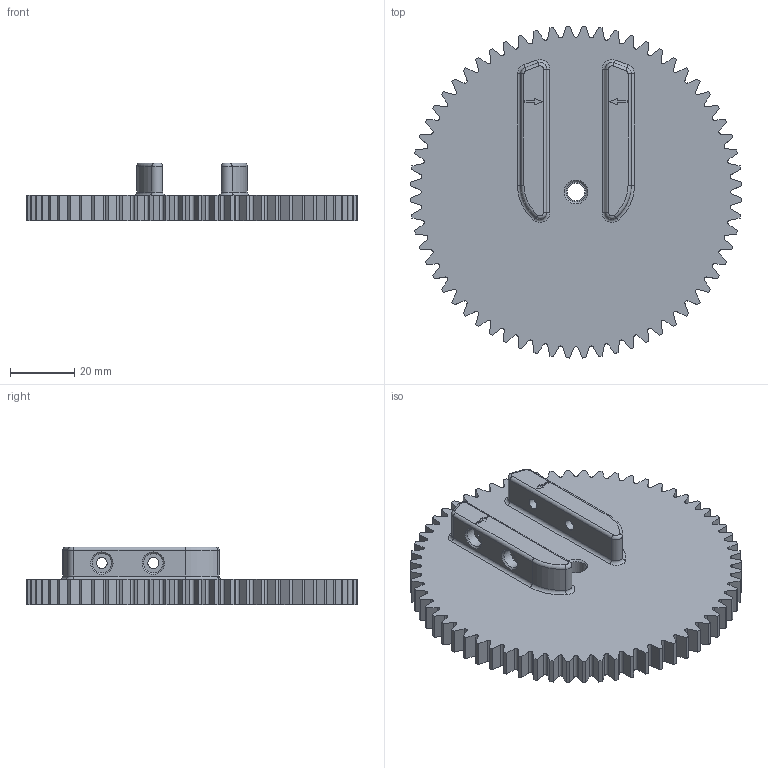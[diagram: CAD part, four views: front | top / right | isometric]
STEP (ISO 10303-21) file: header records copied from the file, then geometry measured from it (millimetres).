
FILE_DESCRIPTION(/* description */ ('STEP AP242','CAx-IF Rec.Pracs.---Representation and Presentation of Product Manufacturing Information (PMI)---4.0---2014-10-13','CAx-IF Rec.Pracs.---3D Tessellated Geometry---0.4---2014-09-14','2;1'),/* implementation_level */ '2;1');
FILE_NAME(/* name */ '65c0e38a8a65ac4612bae975',/* time_stamp */ '2024-02-05T13:32:59Z',/* author */ (''),/* organization */ (''),/* preprocessor_version */ 'ST-DEVELOPER v19.4',/* originating_system */ ' ',/* authorisation */ ' ');
FILE_SCHEMA (('AP242_MANAGED_MODEL_BASED_3D_ENGINEERING_MIM_LF { 1 0 10303 442 1 1 4 }'));
Length unit declared in the file: metre
Products named in the file (1): Adapter_Gear
Bounding box: 103.05 x 103.05 x 18 mm (x, y, z)
Volume: 69171.6 mm3; surface area: 22851.7 mm2
Topology: 1 solids, 1 shells, 338 faces, 956 edges, 629 vertices
Faces by surface type: cylinder 158, bspline 128, plane 31, torus 16, cone 5
Full cylindrical faces by diameter (mm): 3.4 x4, 4.4 x2, 5.5 x1, 6 x2, 6.3 x1
Entity records: 14244 total; most frequent: CARTESIAN_POINT 6117, ORIENTED_EDGE 1866, DIRECTION 1440, EDGE_CURVE 933, VERTEX_POINT 621, AXIS2_PLACEMENT_3D 552, EDGE_LOOP 372, FACE_BOUND 372
